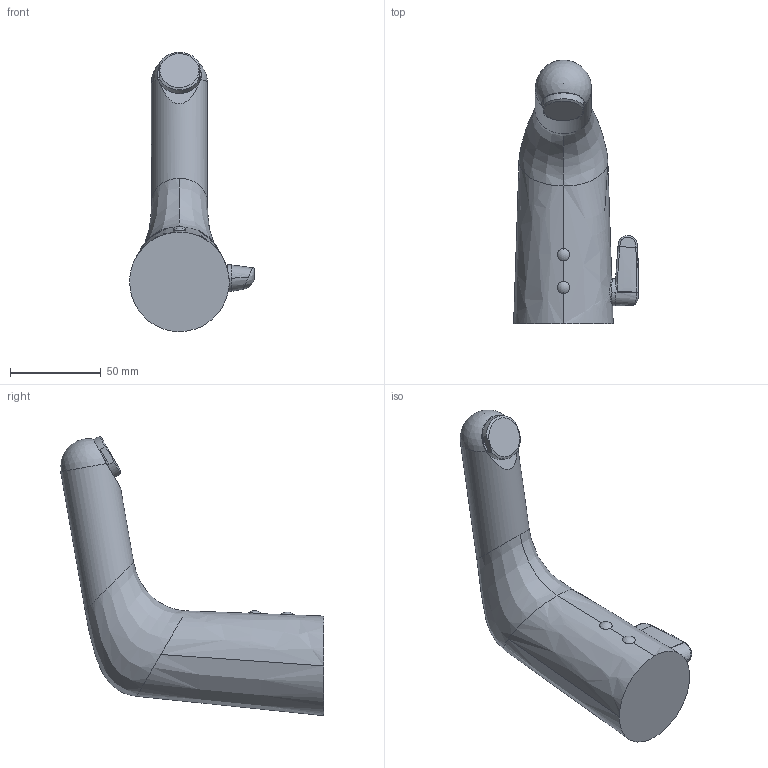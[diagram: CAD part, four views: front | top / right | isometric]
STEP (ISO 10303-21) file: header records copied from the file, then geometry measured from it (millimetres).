
FILE_DESCRIPTION (( 'STEP AP203' ), '1' );
FILE_NAME ('5521F(2016)+05672129+5551F(2016)+05672119.STEP', '2017-03-09T05:55:24', ( '' ), ( '' ), 'SwSTEP 2.0', 'SolidWorks 2016', '' );
FILE_SCHEMA (( 'CONFIG_CONTROL_DESIGN' ));
Length unit declared in the file: millimetre
Products named in the file (1): 5521F(2016)+05672129+5551F(2016)+05672119
Bounding box: 68.91 x 145.37 x 154.29 mm (x, y, z)
Volume: 323207.3 mm3; surface area: 33636.7 mm2
Topology: 3 solids, 3 shells, 43 faces, 112 edges, 72 vertices
Faces by surface type: bspline 25, plane 9, sphere 3, cone 3, cylinder 3
Full cylindrical faces by diameter (mm): 24 x1, 31 x1
Entity records: 8220 total; most frequent: CARTESIAN_POINT 7403, ORIENTED_EDGE 194, EDGE_CURVE 97, B_SPLINE_CURVE_WITH_KNOTS 78, DIRECTION 66, VERTEX_POINT 65, EDGE_LOOP 48, FACE_OUTER_BOUND 45
